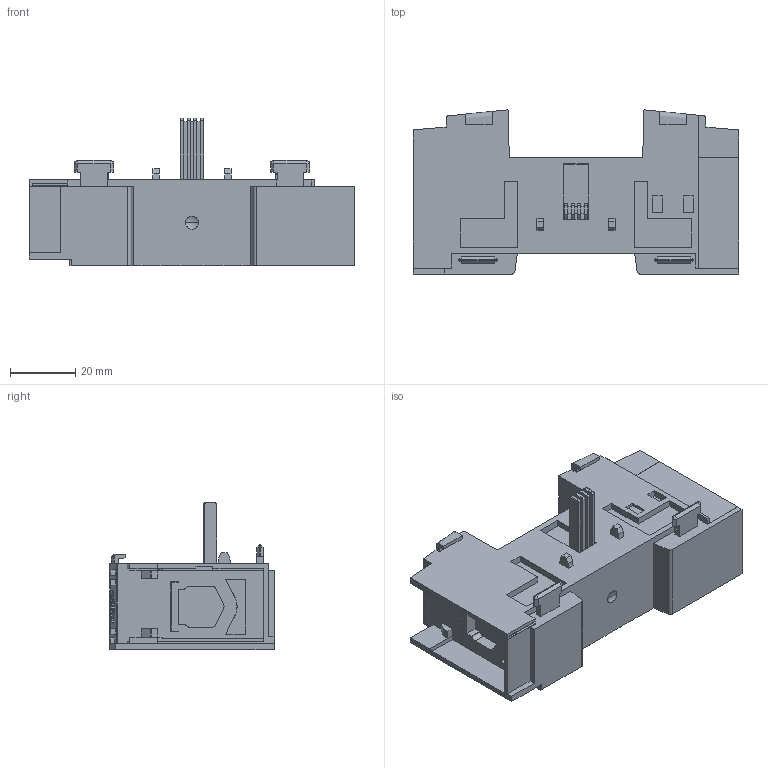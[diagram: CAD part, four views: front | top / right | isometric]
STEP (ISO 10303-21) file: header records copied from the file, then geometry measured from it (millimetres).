
FILE_DESCRIPTION (( 'STEP AP214' ), '1' );
FILE_NAME ('äîï ïîëþñà ÂÐÌ KARAT.STEP', '2024-12-26T11:16:45', ( '' ), ( '' ), 'SwSTEP 2.0', 'SolidWorks 2022', '' );
FILE_SCHEMA (( 'AUTOMOTIVE_DESIGN' ));
Length unit declared in the file: millimetre
Products named in the file (1): доп полюса ВРМ KARAT
Bounding box: 100 x 50.44 x 45.3 mm (x, y, z)
Volume: 81389.8 mm3; surface area: 26374 mm2
Topology: 1 solids, 3 shells, 499 faces, 1375 edges, 905 vertices
Faces by surface type: plane 421, cylinder 54, torus 8, cone 8, bspline 8
Entity records: 21378 total; most frequent: CARTESIAN_POINT 3126, ORIENTED_EDGE 2750, DIRECTION 2445, EDGE_CURVE 1375, VECTOR 1209, LINE 1209, VERTEX_POINT 905, AXIS2_PLACEMENT_3D 618
